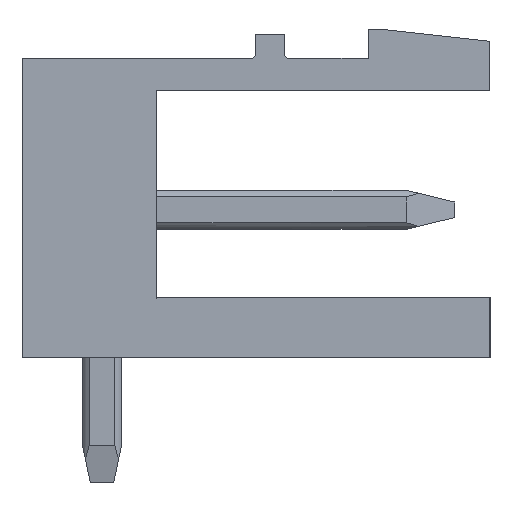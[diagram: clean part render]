
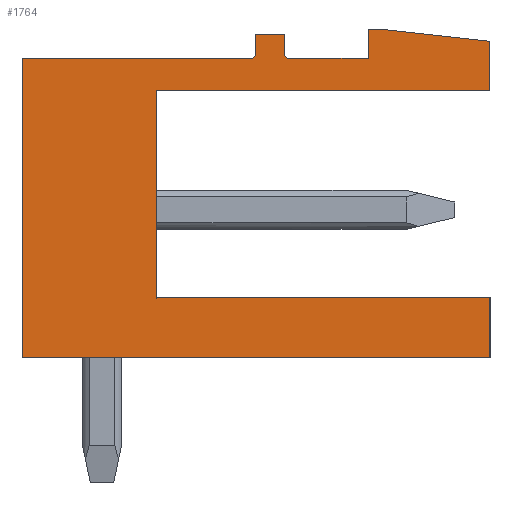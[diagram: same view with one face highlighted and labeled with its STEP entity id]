
A CAD part, left-side view. The second image highlights one B-rep face of the part: STEP entity #1764.
In plain terms, the highlighted planar face has unit normal (-1, 0, 0).
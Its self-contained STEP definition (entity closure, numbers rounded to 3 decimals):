
#412=AXIS2_PLACEMENT_3D('Circle Axis2P3D',#410,#411,$) ;
#543=AXIS2_PLACEMENT_3D('Circle Axis2P3D',#541,#542,$) ;
#1705=AXIS2_PLACEMENT_3D('Plane Axis2P3D',#1702,#1703,#1704) ;
#49=CARTESIAN_POINT('Vertex',(0.,2.8,11.63)) ;
#52=CARTESIAN_POINT('Line Origine',(0.,1.4,11.475)) ;
#56=CARTESIAN_POINT('Vertex',(0.,0.,11.32)) ;
#87=CARTESIAN_POINT('Vertex',(0.,3.12,11.63)) ;
#90=CARTESIAN_POINT('Line Origine',(0.,2.96,11.63)) ;
#342=CARTESIAN_POINT('Vertex',(0.,3.12,10.88)) ;
#345=CARTESIAN_POINT('Line Origine',(0.,3.12,11.255)) ;
#407=CARTESIAN_POINT('Vertex',(0.,5.27,10.98)) ;
#410=CARTESIAN_POINT('Axis2P3D Location',(0.,5.17,10.98)) ;
#414=CARTESIAN_POINT('Vertex',(0.,5.17,10.88)) ;
#445=CARTESIAN_POINT('Vertex',(0.,5.27,11.5)) ;
#448=CARTESIAN_POINT('Line Origine',(0.,5.27,11.24)) ;
#476=CARTESIAN_POINT('Vertex',(0.,6.02,11.5)) ;
#479=CARTESIAN_POINT('Line Origine',(0.,5.645,11.5)) ;
#507=CARTESIAN_POINT('Vertex',(0.,6.02,10.98)) ;
#510=CARTESIAN_POINT('Line Origine',(0.,6.02,11.24)) ;
#538=CARTESIAN_POINT('Vertex',(0.,6.12,10.88)) ;
#541=CARTESIAN_POINT('Axis2P3D Location',(0.,6.12,10.98)) ;
#569=CARTESIAN_POINT('Vertex',(0.,12.,10.88)) ;
#572=CARTESIAN_POINT('Line Origine',(0.,9.06,10.88)) ;
#600=CARTESIAN_POINT('Vertex',(0.,12.,3.2)) ;
#603=CARTESIAN_POINT('Line Origine',(0.,12.,7.04)) ;
#631=CARTESIAN_POINT('Vertex',(0.,0.,3.2)) ;
#634=CARTESIAN_POINT('Line Origine',(0.,6.,3.2)) ;
#1702=CARTESIAN_POINT('Axis2P3D Location',(0.,0.,0.)) ;
#1707=CARTESIAN_POINT('Line Origine',(0.,8.55,7.4)) ;
#1711=CARTESIAN_POINT('Vertex',(0.,8.55,4.74)) ;
#1713=CARTESIAN_POINT('Vertex',(0.,8.55,10.06)) ;
#1716=CARTESIAN_POINT('Line Origine',(0.,4.275,10.06)) ;
#1720=CARTESIAN_POINT('Vertex',(0.,0.,10.06)) ;
#1723=CARTESIAN_POINT('Line Origine',(0.,0.,10.69)) ;
#1728=CARTESIAN_POINT('Line Origine',(0.,4.145,10.88)) ;
#1733=CARTESIAN_POINT('Line Origine',(0.,0.,3.97)) ;
#1737=CARTESIAN_POINT('Vertex',(0.,0.,4.74)) ;
#1740=CARTESIAN_POINT('Line Origine',(0.,4.275,4.74)) ;
#53=DIRECTION('Vector Direction',(0.,0.994,0.11)) ;
#91=DIRECTION('Vector Direction',(0.,-1.,0.)) ;
#346=DIRECTION('Vector Direction',(0.,0.,-1.)) ;
#411=DIRECTION('Axis2P3D Direction',(-1.,0.,0.)) ;
#449=DIRECTION('Vector Direction',(0.,0.,-1.)) ;
#480=DIRECTION('Vector Direction',(0.,1.,0.)) ;
#511=DIRECTION('Vector Direction',(0.,0.,-1.)) ;
#542=DIRECTION('Axis2P3D Direction',(-1.,0.,0.)) ;
#573=DIRECTION('Vector Direction',(0.,1.,0.)) ;
#604=DIRECTION('Vector Direction',(0.,0.,-1.)) ;
#635=DIRECTION('Vector Direction',(0.,1.,0.)) ;
#1703=DIRECTION('Axis2P3D Direction',(-1.,0.,0.)) ;
#1704=DIRECTION('Axis2P3D XDirection',(0.,-1.,0.)) ;
#1708=DIRECTION('Vector Direction',(0.,0.,-1.)) ;
#1717=DIRECTION('Vector Direction',(0.,1.,0.)) ;
#1724=DIRECTION('Vector Direction',(0.,0.,1.)) ;
#1729=DIRECTION('Vector Direction',(0.,1.,0.)) ;
#1734=DIRECTION('Vector Direction',(0.,0.,-1.)) ;
#1741=DIRECTION('Vector Direction',(0.,-1.,0.)) ;
#54=VECTOR('Line Direction',#53,1.) ;
#92=VECTOR('Line Direction',#91,1.) ;
#347=VECTOR('Line Direction',#346,1.) ;
#450=VECTOR('Line Direction',#449,1.) ;
#481=VECTOR('Line Direction',#480,1.) ;
#512=VECTOR('Line Direction',#511,1.) ;
#574=VECTOR('Line Direction',#573,1.) ;
#605=VECTOR('Line Direction',#604,1.) ;
#636=VECTOR('Line Direction',#635,1.) ;
#1709=VECTOR('Line Direction',#1708,1.) ;
#1718=VECTOR('Line Direction',#1717,1.) ;
#1725=VECTOR('Line Direction',#1724,1.) ;
#1730=VECTOR('Line Direction',#1729,1.) ;
#1735=VECTOR('Line Direction',#1734,1.) ;
#1742=VECTOR('Line Direction',#1741,1.) ;
#1746=ORIENTED_EDGE('',*,*,#1715,.T.) ;
#1747=ORIENTED_EDGE('',*,*,#1722,.T.) ;
#1748=ORIENTED_EDGE('',*,*,#1727,.T.) ;
#1749=ORIENTED_EDGE('',*,*,#58,.T.) ;
#1750=ORIENTED_EDGE('',*,*,#94,.T.) ;
#1751=ORIENTED_EDGE('',*,*,#349,.T.) ;
#1752=ORIENTED_EDGE('',*,*,#1732,.T.) ;
#1753=ORIENTED_EDGE('',*,*,#416,.T.) ;
#1754=ORIENTED_EDGE('',*,*,#452,.T.) ;
#1755=ORIENTED_EDGE('',*,*,#483,.T.) ;
#1756=ORIENTED_EDGE('',*,*,#514,.T.) ;
#1757=ORIENTED_EDGE('',*,*,#545,.T.) ;
#1758=ORIENTED_EDGE('',*,*,#576,.T.) ;
#1759=ORIENTED_EDGE('',*,*,#607,.T.) ;
#1760=ORIENTED_EDGE('',*,*,#638,.T.) ;
#1761=ORIENTED_EDGE('',*,*,#1739,.T.) ;
#1762=ORIENTED_EDGE('',*,*,#1744,.T.) ;
#1764=ADVANCED_FACE('Housing',(#1763),#1706,.T.) ;
#413=CIRCLE('generated circle',#412,0.1) ;
#544=CIRCLE('generated circle',#543,0.1) ;
#58=EDGE_CURVE('',#57,#50,#55,.T.) ;
#94=EDGE_CURVE('',#50,#88,#93,.F.) ;
#349=EDGE_CURVE('',#88,#343,#348,.T.) ;
#416=EDGE_CURVE('',#415,#408,#413,.F.) ;
#452=EDGE_CURVE('',#408,#446,#451,.F.) ;
#483=EDGE_CURVE('',#446,#477,#482,.T.) ;
#514=EDGE_CURVE('',#477,#508,#513,.T.) ;
#545=EDGE_CURVE('',#508,#539,#544,.F.) ;
#576=EDGE_CURVE('',#539,#570,#575,.T.) ;
#607=EDGE_CURVE('',#570,#601,#606,.T.) ;
#638=EDGE_CURVE('',#601,#632,#637,.F.) ;
#1715=EDGE_CURVE('',#1712,#1714,#1710,.F.) ;
#1722=EDGE_CURVE('',#1714,#1721,#1719,.F.) ;
#1727=EDGE_CURVE('',#1721,#57,#1726,.T.) ;
#1732=EDGE_CURVE('',#343,#415,#1731,.T.) ;
#1739=EDGE_CURVE('',#632,#1738,#1736,.F.) ;
#1744=EDGE_CURVE('',#1738,#1712,#1743,.F.) ;
#1745=EDGE_LOOP('',(#1746,#1747,#1748,#1749,#1750,#1751,#1752,#1753,#1754,#1755,#1756,#1757,#1758,#1759,#1760,#1761,#1762)) ;
#1763=FACE_OUTER_BOUND('',#1745,.T.) ;
#55=LINE('Line',#52,#54) ;
#93=LINE('Line',#90,#92) ;
#348=LINE('Line',#345,#347) ;
#451=LINE('Line',#448,#450) ;
#482=LINE('Line',#479,#481) ;
#513=LINE('Line',#510,#512) ;
#575=LINE('Line',#572,#574) ;
#606=LINE('Line',#603,#605) ;
#637=LINE('Line',#634,#636) ;
#1710=LINE('Line',#1707,#1709) ;
#1719=LINE('Line',#1716,#1718) ;
#1726=LINE('Line',#1723,#1725) ;
#1731=LINE('Line',#1728,#1730) ;
#1736=LINE('Line',#1733,#1735) ;
#1743=LINE('Line',#1740,#1742) ;
#1706=PLANE('',#1705) ;
#50=VERTEX_POINT('',#49) ;
#57=VERTEX_POINT('',#56) ;
#88=VERTEX_POINT('',#87) ;
#343=VERTEX_POINT('',#342) ;
#408=VERTEX_POINT('',#407) ;
#415=VERTEX_POINT('',#414) ;
#446=VERTEX_POINT('',#445) ;
#477=VERTEX_POINT('',#476) ;
#508=VERTEX_POINT('',#507) ;
#539=VERTEX_POINT('',#538) ;
#570=VERTEX_POINT('',#569) ;
#601=VERTEX_POINT('',#600) ;
#632=VERTEX_POINT('',#631) ;
#1712=VERTEX_POINT('',#1711) ;
#1714=VERTEX_POINT('',#1713) ;
#1721=VERTEX_POINT('',#1720) ;
#1738=VERTEX_POINT('',#1737) ;
